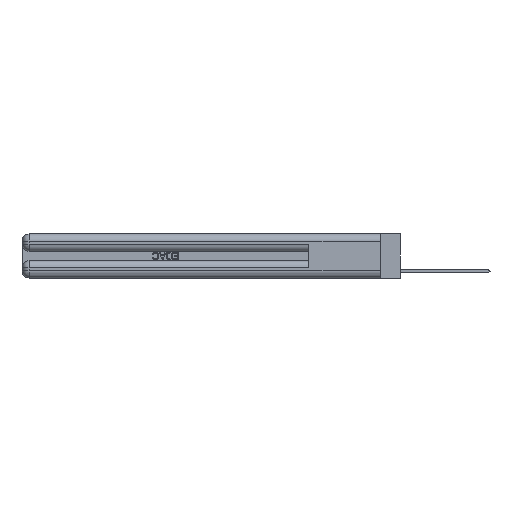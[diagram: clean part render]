
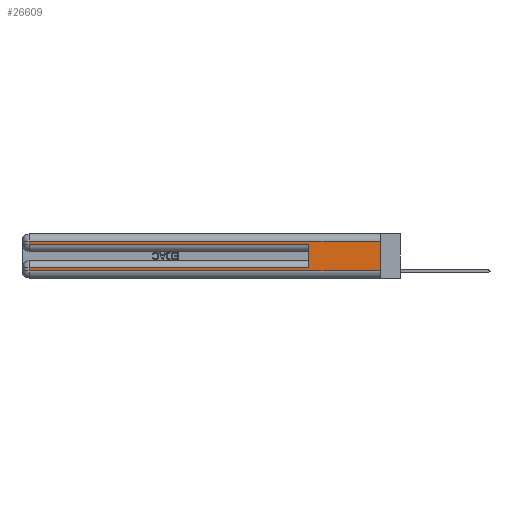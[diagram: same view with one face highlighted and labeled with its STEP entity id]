
A CAD part, left-side view. The second image highlights one B-rep face of the part: STEP entity #26609.
In plain terms, the highlighted planar face has unit normal (-1, 0, 0).
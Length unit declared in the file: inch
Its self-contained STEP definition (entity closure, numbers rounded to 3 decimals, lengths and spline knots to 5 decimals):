
#31 = VERTEX_POINT ( 'NONE', #22937 ) ;
#789 = CARTESIAN_POINT ( 'NONE',  ( 0., 2.94, 0.085 ) ) ;
#1159 = ORIENTED_EDGE ( 'NONE', *, *, #23220, .T. ) ;
#1185 = VECTOR ( 'NONE', #22317, 39.37008 ) ;
#1876 = ORIENTED_EDGE ( 'NONE', *, *, #24851, .T. ) ;
#2130 = EDGE_CURVE ( 'NONE', #20898, #31, #25090, .T. ) ;
#2990 = ORIENTED_EDGE ( 'NONE', *, *, #6954, .T. ) ;
#3473 = CARTESIAN_POINT ( 'NONE',  ( 0., 2.94, 0.37 ) ) ;
#4005 = ORIENTED_EDGE ( 'NONE', *, *, #13547, .T. ) ;
#4158 = VECTOR ( 'NONE', #23721, 39.37008 ) ;
#4170 = CARTESIAN_POINT ( 'NONE',  ( 0., 0., 0.37 ) ) ;
#4471 = VERTEX_POINT ( 'NONE', #17853 ) ;
#4614 = VERTEX_POINT ( 'NONE', #14429 ) ;
#4766 = CARTESIAN_POINT ( 'NONE',  ( 0., 0.6, 0.085 ) ) ;
#4872 = VERTEX_POINT ( 'NONE', #9769 ) ;
#5042 = DIRECTION ( 'NONE',  ( 0., 1., 0. ) ) ;
#5779 = VERTEX_POINT ( 'NONE', #789 ) ;
#6774 = CARTESIAN_POINT ( 'NONE',  ( 0., 2.94, 0.37 ) ) ;
#6906 = LINE ( 'NONE', #13733, #27148 ) ;
#6934 = LINE ( 'NONE', #21953, #29384 ) ;
#6954 = EDGE_CURVE ( 'NONE', #4471, #20898, #14848, .T. ) ;
#7696 = VECTOR ( 'NONE', #16145, 39.37008 ) ;
#7929 = DIRECTION ( 'NONE',  ( 0., 1., 0. ) ) ;
#8508 = ORIENTED_EDGE ( 'NONE', *, *, #27426, .F. ) ;
#8563 = VECTOR ( 'NONE', #5042, 39.37008 ) ;
#9080 = PLANE ( 'NONE',  #30210 ) ;
#9457 = EDGE_CURVE ( 'NONE', #21720, #5779, #6934, .T. ) ;
#9626 = VERTEX_POINT ( 'NONE', #22748 ) ;
#9769 = CARTESIAN_POINT ( 'NONE',  ( 0., 0., 0.06 ) ) ;
#11099 = VECTOR ( 'NONE', #22522, 39.37008 ) ;
#11906 = VECTOR ( 'NONE', #23320, 39.37008 ) ;
#13547 = EDGE_CURVE ( 'NONE', #9626, #4872, #16289, .T. ) ;
#13733 = CARTESIAN_POINT ( 'NONE',  ( 0., 0., 0.285 ) ) ;
#13787 = CARTESIAN_POINT ( 'NONE',  ( 0., 2.94, 0.31 ) ) ;
#14122 = LINE ( 'NONE', #4170, #11906 ) ;
#14429 = CARTESIAN_POINT ( 'NONE',  ( 0., 0.6, 0.285 ) ) ;
#14848 = LINE ( 'NONE', #16702, #8563 ) ;
#15613 = CARTESIAN_POINT ( 'NONE',  ( 0., 0., 0.06 ) ) ;
#16113 = CARTESIAN_POINT ( 'NONE',  ( 0., 0., 0.37 ) ) ;
#16145 = DIRECTION ( 'NONE',  ( 0., 0., -1. ) ) ;
#16289 = LINE ( 'NONE', #15613, #11099 ) ;
#16316 = DIRECTION ( 'NONE',  ( 0., -1., 0. ) ) ;
#16375 = FACE_OUTER_BOUND ( 'NONE', #18772, .T. ) ;
#16459 = DIRECTION ( 'NONE',  ( 0., 0., -1. ) ) ;
#16512 = ORIENTED_EDGE ( 'NONE', *, *, #27250, .F. ) ;
#16702 = CARTESIAN_POINT ( 'NONE',  ( 0., 0., 0.31 ) ) ;
#17853 = CARTESIAN_POINT ( 'NONE',  ( 0., 0., 0.31 ) ) ;
#17878 = ORIENTED_EDGE ( 'NONE', *, *, #9457, .T. ) ;
#18772 = EDGE_LOOP ( 'NONE', ( #16512, #2990, #29379, #1876, #8508, #17878, #1159, #4005 ) ) ;
#18933 = LINE ( 'NONE', #19215, #4158 ) ;
#19215 = CARTESIAN_POINT ( 'NONE',  ( 0., 0.6, 0.145 ) ) ;
#20227 = LINE ( 'NONE', #6774, #7696 ) ;
#20898 = VERTEX_POINT ( 'NONE', #13787 ) ;
#21720 = VERTEX_POINT ( 'NONE', #4766 ) ;
#21953 = CARTESIAN_POINT ( 'NONE',  ( 0., 0., 0.085 ) ) ;
#22317 = DIRECTION ( 'NONE',  ( 0., 0., -1. ) ) ;
#22522 = DIRECTION ( 'NONE',  ( 0., -1., 0. ) ) ;
#22748 = CARTESIAN_POINT ( 'NONE',  ( 0., 2.94, 0.06 ) ) ;
#22832 = DIRECTION ( 'NONE',  ( 1., 0., 0. ) ) ;
#22937 = CARTESIAN_POINT ( 'NONE',  ( 0., 2.94, 0.285 ) ) ;
#23220 = EDGE_CURVE ( 'NONE', #5779, #9626, #20227, .T. ) ;
#23320 = DIRECTION ( 'NONE',  ( 0., 0., -1. ) ) ;
#23721 = DIRECTION ( 'NONE',  ( 0., 0., 1. ) ) ;
#24851 = EDGE_CURVE ( 'NONE', #31, #4614, #6906, .T. ) ;
#25090 = LINE ( 'NONE', #3473, #1185 ) ;
#26609 = ADVANCED_FACE ( 'NONE', ( #16375 ), #9080, .F. ) ;
#27148 = VECTOR ( 'NONE', #16316, 39.37008 ) ;
#27250 = EDGE_CURVE ( 'NONE', #4471, #4872, #14122, .T. ) ;
#27426 = EDGE_CURVE ( 'NONE', #21720, #4614, #18933, .T. ) ;
#29379 = ORIENTED_EDGE ( 'NONE', *, *, #2130, .T. ) ;
#29384 = VECTOR ( 'NONE', #7929, 39.37008 ) ;
#30210 = AXIS2_PLACEMENT_3D ( 'NONE', #16113, #22832, #16459 ) ;
